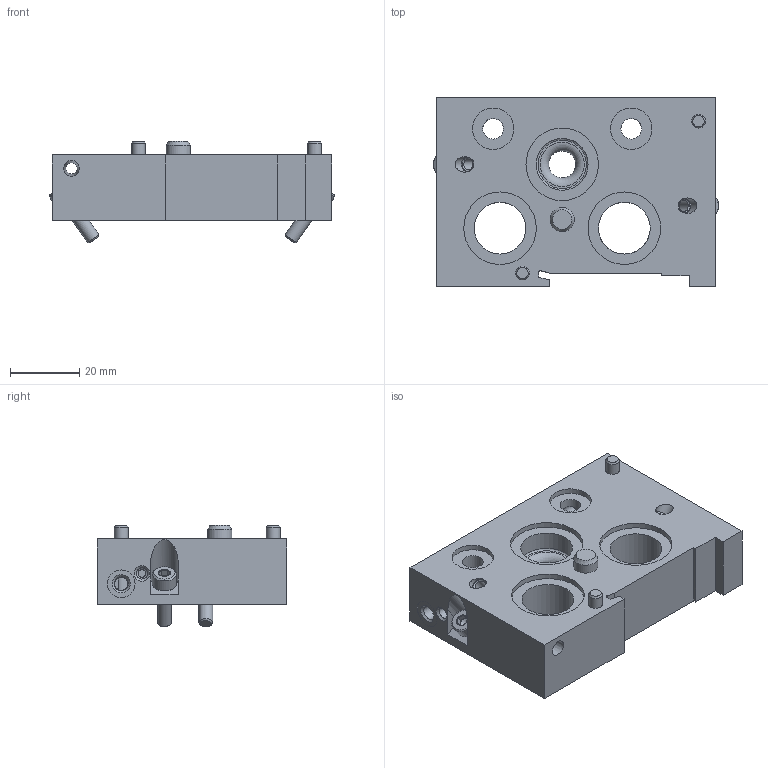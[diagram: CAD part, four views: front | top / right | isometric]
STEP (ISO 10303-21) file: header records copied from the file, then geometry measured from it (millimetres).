
FILE_DESCRIPTION(/* description */ ('STEP AP214'),/* implementation_level */ '2;1');
FILE_NAME(/* name */ '161111_NAW-1_8-02-VDMA-VL',/* time_stamp */ '2024-09-11T21:33:26+02:00',/* author */ ('License CC BY-ND 4.0'),/* organization */ ('CADENAS'),/* preprocessor_version */ 'ST-DEVELOPER v19.3',/* originating_system */ 'PARTsolutions',/* authorisation */ ' ');
FILE_SCHEMA (('AUTOMOTIVE_DESIGN {1 0 10303 214 3 1 1}'));
Length unit declared in the file: millimetre
Products named in the file (3): 161111 NAW-1/8-02-VDMA-VL; 161111 NAW-1/8-02-VDMA-VL---(P); DIN-912 - M4x14(F)
Assembly tree (3 placements, depth 2):
  161111 NAW-1/8-02-VDMA-VL
    161111 NAW-1/8-02-VDMA-VL---(P)
    DIN-912 - M4x14(F)  x2
Bounding box: 82.61 x 55 x 29.48 mm (x, y, z)
Volume: 64430.9 mm3; surface area: 21043.1 mm2
Topology: 3 solids, 3 shells, 180 faces, 359 edges, 216 vertices
Faces by surface type: plane 85, cylinder 45, cone 42, torus 8
Full cylindrical faces by diameter (mm): 2.459 x2, 3.242 x3, 3.5 x1, 3.8 x2, 3.95 x1, 4 x4, 4.134 x2, 4.4 x2, 6 x2, 7 x3, 7.8 x1, 8 x2, 8.566 x2, 12 x2, 14 x2, 15 x4, 21 x3
Entity records: 3723 total; most frequent: DIRECTION 664, CARTESIAN_POINT 645, ORIENTED_EDGE 460, AXIS2_PLACEMENT_3D 287, FACE_BOUND 275, EDGE_LOOP 272, EDGE_CURVE 230, VERTEX_POINT 183
